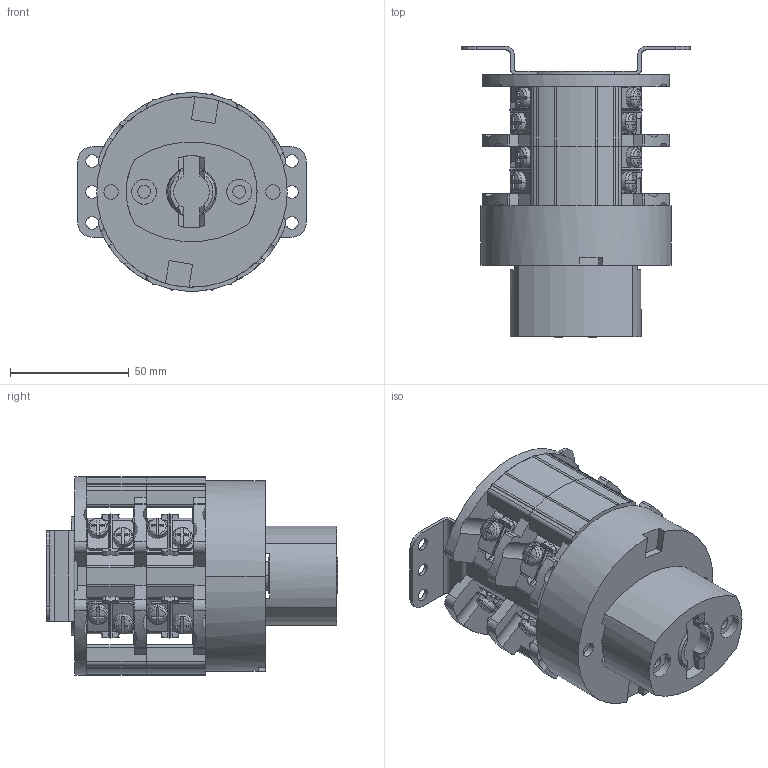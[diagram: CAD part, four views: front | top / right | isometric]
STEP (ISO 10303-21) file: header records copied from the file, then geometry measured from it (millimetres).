
FILE_DESCRIPTION((''),'2;1');
FILE_NAME('CA_S4_2B_DIN_ASM','2023-12-01T12:48:26',('alessandro.mingotti'),(''),'CREO PARAMETRIC BY PTC INC, 2022014','CREO PARAMETRIC BY PTC INC, 2022014','');
FILE_SCHEMA(('CONFIG_CONTROL_DESIGN'));
Length unit declared in the file: millimetre
Products named in the file (17): 3200_PIENO; 3201_ANNULL; 2244; 3214; 2591_PIENO; 2592; CA_SIZE4_SCATTO_FQ_PIENA_ASM; 3202; 3205; 6546_005; G054_ASM; 3208; 5122_12; CA_S4_GR_BASETTA_ASM; 3203; 2274; CA_S4_2B_DIN_ASM
Assembly tree (31 placements, depth 4):
  CA_S4_2B_DIN_ASM
    CA_SIZE4_SCATTO_FQ_PIENA_ASM
      3200_PIENO
      3201_ANNULL
      2244  x2
      3214
      2591_PIENO
      2592
    CA_S4_GR_BASETTA_ASM  x2
      3202
      G054_ASM
        3205
        6546_005
      3208
      5122_12
    3203
    2274
Bounding box: 96 x 122.5 x 83.4 mm (x, y, z)
Volume: 286485.8 mm3; surface area: 150943.2 mm2
Topology: 51 solids, 63 shells, 3209 faces, 8461 edges, 5490 vertices
Faces by surface type: plane 1990, cylinder 936, torus 153, cone 80, sphere 48, bspline 2
Entity records: 56771 total; most frequent: CARTESIAN_POINT 10682, DIRECTION 9607, ORIENTED_EDGE 9562, EDGE_CURVE 4783, VECTOR 3365, LINE 3365, VERTEX_POINT 3127, AXIS2_PLACEMENT_3D 3121
